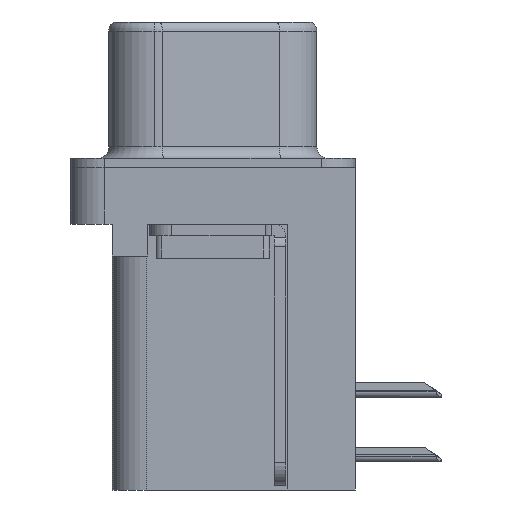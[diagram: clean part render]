
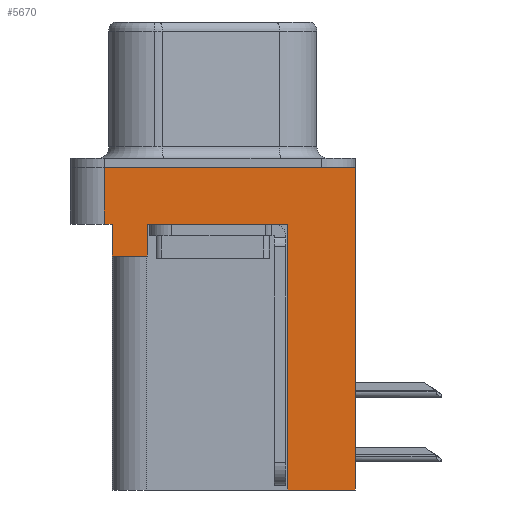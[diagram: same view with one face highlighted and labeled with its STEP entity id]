
A CAD part, left-side view. The second image highlights one B-rep face of the part: STEP entity #5670.
In plain terms, the highlighted planar face has unit normal (-1, 0, 0).
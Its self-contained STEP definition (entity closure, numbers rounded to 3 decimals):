
#55 = VERTEX_POINT ( 'NONE', #21962 ) ;
#664 = LINE ( 'NONE', #3110, #10128 ) ;
#683 = EDGE_CURVE ( 'NONE', #19665, #17139, #15242, .T. ) ;
#812 = LINE ( 'NONE', #8678, #11130 ) ;
#833 = CARTESIAN_POINT ( 'NONE',  ( -2.91, -3.295, -2.5 ) ) ;
#951 = VECTOR ( 'NONE', #11914, 1000. ) ;
#1741 = LINE ( 'NONE', #15580, #951 ) ;
#2078 = VERTEX_POINT ( 'NONE', #15075 ) ;
#2693 = EDGE_CURVE ( 'NONE', #7771, #17329, #664, .T. ) ;
#2846 = CARTESIAN_POINT ( 'NONE',  ( -2.91, -6.275, 0. ) ) ;
#3056 = AXIS2_PLACEMENT_3D ( 'NONE', #8425, #22819, #10460 ) ;
#3093 = VERTEX_POINT ( 'NONE', #23843 ) ;
#3110 = CARTESIAN_POINT ( 'NONE',  ( -2.91, -6.275, -2.5 ) ) ;
#3519 = CARTESIAN_POINT ( 'NONE',  ( -2.91, 2.895, -3.9 ) ) ;
#3717 = EDGE_CURVE ( 'NONE', #2078, #17329, #18532, .T. ) ;
#4046 = LINE ( 'NONE', #7845, #12016 ) ;
#4854 = ORIENTED_EDGE ( 'NONE', *, *, #22719, .F. ) ;
#5059 = EDGE_CURVE ( 'NONE', #55, #20264, #9703, .T. ) ;
#5670 = ADVANCED_FACE ( 'NONE', ( #20906 ), #10200, .T. ) ;
#5680 = VECTOR ( 'NONE', #19443, 1000. ) ;
#6465 = EDGE_CURVE ( 'NONE', #3093, #11651, #15850, .T. ) ;
#7428 = ORIENTED_EDGE ( 'NONE', *, *, #13395, .F. ) ;
#7771 = VERTEX_POINT ( 'NONE', #10638 ) ;
#7845 = CARTESIAN_POINT ( 'NONE',  ( -2.91, -6.275, -2.5 ) ) ;
#8425 = CARTESIAN_POINT ( 'NONE',  ( -2.91, -6.275, -2.5 ) ) ;
#8455 = EDGE_CURVE ( 'NONE', #19665, #11651, #4046, .T. ) ;
#8678 = CARTESIAN_POINT ( 'NONE',  ( -2.91, 4.775, -2.5 ) ) ;
#8736 = ORIENTED_EDGE ( 'NONE', *, *, #6465, .F. ) ;
#9046 = ORIENTED_EDGE ( 'NONE', *, *, #3717, .F. ) ;
#9058 = ORIENTED_EDGE ( 'NONE', *, *, #25050, .T. ) ;
#9196 = CARTESIAN_POINT ( 'NONE',  ( -2.91, -6.275, 0. ) ) ;
#9401 = VECTOR ( 'NONE', #26323, 1000. ) ;
#9703 = LINE ( 'NONE', #20287, #10814 ) ;
#10128 = VECTOR ( 'NONE', #19520, 1000. ) ;
#10200 = PLANE ( 'NONE',  #3056 ) ;
#10233 = EDGE_LOOP ( 'NONE', ( #8736, #7428, #20204, #9046, #12331, #9058, #11829, #4854, #16996, #16412 ) ) ;
#10275 = DIRECTION ( 'NONE',  ( 0., 0., 1. ) ) ;
#10457 = CARTESIAN_POINT ( 'NONE',  ( -2.91, -3.295, -14.2 ) ) ;
#10460 = DIRECTION ( 'NONE',  ( 0., 0., 1. ) ) ;
#10638 = CARTESIAN_POINT ( 'NONE',  ( -2.91, 4.775, -2.5 ) ) ;
#10814 = VECTOR ( 'NONE', #16085, 1000. ) ;
#10987 = VERTEX_POINT ( 'NONE', #18887 ) ;
#11130 = VECTOR ( 'NONE', #17094, 1000. ) ;
#11651 = VERTEX_POINT ( 'NONE', #2846 ) ;
#11829 = ORIENTED_EDGE ( 'NONE', *, *, #5059, .T. ) ;
#11914 = DIRECTION ( 'NONE',  ( 0., 1., 0. ) ) ;
#12016 = VECTOR ( 'NONE', #10275, 1000. ) ;
#12331 = ORIENTED_EDGE ( 'NONE', *, *, #18711, .F. ) ;
#13395 = EDGE_CURVE ( 'NONE', #7771, #3093, #812, .T. ) ;
#14338 = CARTESIAN_POINT ( 'NONE',  ( -2.91, 4.425, -3.9 ) ) ;
#15075 = CARTESIAN_POINT ( 'NONE',  ( -2.91, 4.425, -3.9 ) ) ;
#15242 = LINE ( 'NONE', #23531, #5680 ) ;
#15580 = CARTESIAN_POINT ( 'NONE',  ( -2.91, 4.425, -3.9 ) ) ;
#15850 = LINE ( 'NONE', #9196, #20825 ) ;
#16085 = DIRECTION ( 'NONE',  ( 0., -1., 0. ) ) ;
#16412 = ORIENTED_EDGE ( 'NONE', *, *, #8455, .T. ) ;
#16996 = ORIENTED_EDGE ( 'NONE', *, *, #683, .F. ) ;
#17094 = DIRECTION ( 'NONE',  ( 0., 0., 1. ) ) ;
#17139 = VERTEX_POINT ( 'NONE', #10457 ) ;
#17329 = VERTEX_POINT ( 'NONE', #21584 ) ;
#18532 = LINE ( 'NONE', #14338, #24373 ) ;
#18711 = EDGE_CURVE ( 'NONE', #10987, #2078, #1741, .T. ) ;
#18887 = CARTESIAN_POINT ( 'NONE',  ( -2.91, 2.895, -3.9 ) ) ;
#19443 = DIRECTION ( 'NONE',  ( 0., 1., 0. ) ) ;
#19520 = DIRECTION ( 'NONE',  ( 0., -1., 0. ) ) ;
#19665 = VERTEX_POINT ( 'NONE', #21799 ) ;
#20204 = ORIENTED_EDGE ( 'NONE', *, *, #2693, .T. ) ;
#20264 = VERTEX_POINT ( 'NONE', #833 ) ;
#20287 = CARTESIAN_POINT ( 'NONE',  ( -2.91, -6.275, -2.5 ) ) ;
#20464 = LINE ( 'NONE', #3519, #9401 ) ;
#20567 = DIRECTION ( 'NONE',  ( 0., 0., 1. ) ) ;
#20825 = VECTOR ( 'NONE', #23736, 1000. ) ;
#20906 = FACE_OUTER_BOUND ( 'NONE', #10233, .T. ) ;
#21487 = DIRECTION ( 'NONE',  ( 0., 0., 1. ) ) ;
#21584 = CARTESIAN_POINT ( 'NONE',  ( -2.91, 4.425, -2.5 ) ) ;
#21799 = CARTESIAN_POINT ( 'NONE',  ( -2.91, -6.275, -14.2 ) ) ;
#21899 = CARTESIAN_POINT ( 'NONE',  ( -2.91, -3.295, -14.2 ) ) ;
#21962 = CARTESIAN_POINT ( 'NONE',  ( -2.91, 2.895, -2.5 ) ) ;
#22719 = EDGE_CURVE ( 'NONE', #17139, #20264, #23804, .T. ) ;
#22819 = DIRECTION ( 'NONE',  ( -1., 0., 0. ) ) ;
#23531 = CARTESIAN_POINT ( 'NONE',  ( -2.91, -3.295, -14.2 ) ) ;
#23736 = DIRECTION ( 'NONE',  ( 0., -1., 0. ) ) ;
#23804 = LINE ( 'NONE', #21899, #25363 ) ;
#23843 = CARTESIAN_POINT ( 'NONE',  ( -2.91, 4.775, 0. ) ) ;
#24373 = VECTOR ( 'NONE', #20567, 1000. ) ;
#25050 = EDGE_CURVE ( 'NONE', #10987, #55, #20464, .T. ) ;
#25363 = VECTOR ( 'NONE', #21487, 1000. ) ;
#26323 = DIRECTION ( 'NONE',  ( 0., 0., 1. ) ) ;
